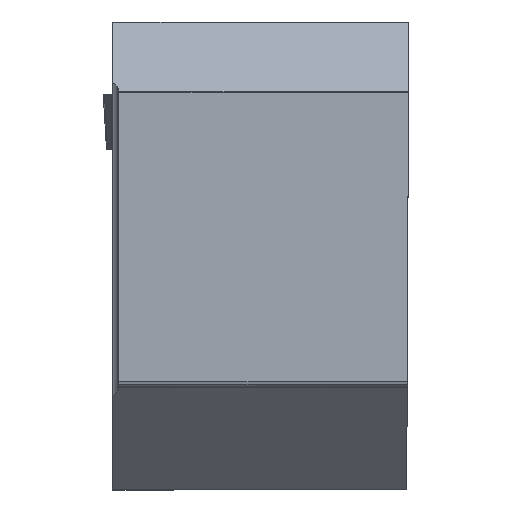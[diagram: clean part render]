
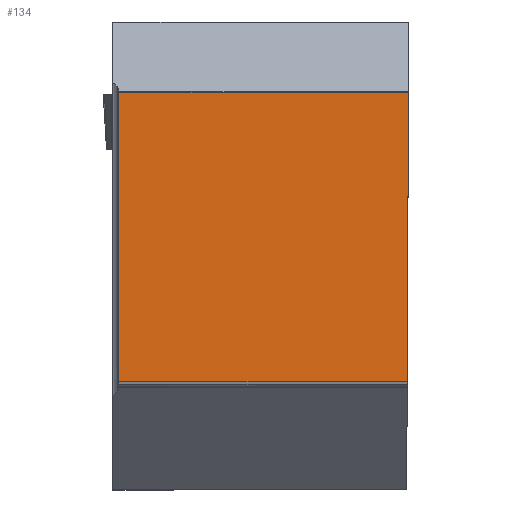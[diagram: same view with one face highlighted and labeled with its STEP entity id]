
A CAD part, top view. The second image highlights one B-rep face of the part: STEP entity #134.
In plain terms, the highlighted planar face has unit normal (0, 0, 1).
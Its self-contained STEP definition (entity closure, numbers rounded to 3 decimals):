
#134=ADVANCED_FACE('',(#221),#186,.T.);
#186=PLANE('',#1157);
#221=FACE_OUTER_BOUND('',#273,.T.);
#273=EDGE_LOOP('',(#371,#372,#373,#374));
#371=ORIENTED_EDGE('',*,*,#755,.T.);
#372=ORIENTED_EDGE('',*,*,#756,.F.);
#373=ORIENTED_EDGE('',*,*,#757,.F.);
#374=ORIENTED_EDGE('',*,*,#758,.T.);
#659=VERTEX_POINT('',#1584);
#660=VERTEX_POINT('',#1585);
#661=VERTEX_POINT('',#1587);
#662=VERTEX_POINT('',#1589);
#755=EDGE_CURVE('',#659,#660,#897,.T.);
#756=EDGE_CURVE('',#661,#660,#898,.T.);
#757=EDGE_CURVE('',#662,#661,#899,.T.);
#758=EDGE_CURVE('',#662,#659,#900,.T.);
#897=LINE('',#1583,#1005);
#898=LINE('',#1586,#1006);
#899=LINE('',#1588,#1007);
#900=LINE('',#1590,#1008);
#1005=VECTOR('',#1276,1.);
#1006=VECTOR('',#1277,1.);
#1007=VECTOR('',#1278,1.);
#1008=VECTOR('',#1279,1.);
#1157=AXIS2_PLACEMENT_3D('',#1591,#1280,#1281);
#1276=DIRECTION('',(-1.,0.,0.));
#1277=DIRECTION('',(0.,1.,0.));
#1278=DIRECTION('',(-1.,0.,0.));
#1279=DIRECTION('',(0.004,1.,0.));
#1280=DIRECTION('',(0.,0.,1.));
#1281=DIRECTION('',(-1.,0.,0.));
#1583=CARTESIAN_POINT('',(-139.85,39.85,0.));
#1584=CARTESIAN_POINT('',(0.,39.85,0.));
#1585=CARTESIAN_POINT('',(-39.85,39.85,0.));
#1586=CARTESIAN_POINT('',(-39.85,100.,0.));
#1587=CARTESIAN_POINT('',(-39.85,0.,0.));
#1588=CARTESIAN_POINT('',(-139.85,0.,0.));
#1589=CARTESIAN_POINT('',(-0.174,0.,0.));
#1590=CARTESIAN_POINT('',(0.262,99.825,0.));
#1591=CARTESIAN_POINT('',(-39.85,100.,0.));
